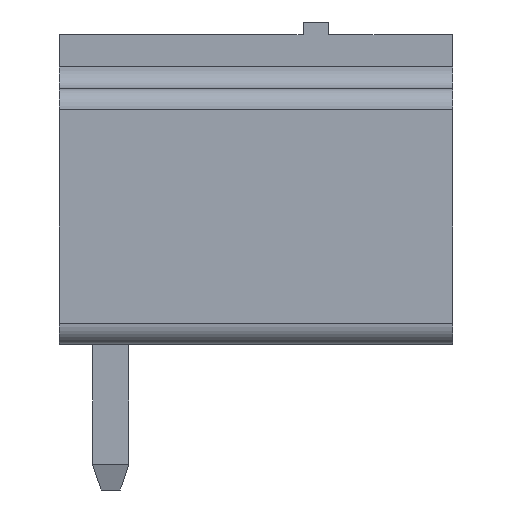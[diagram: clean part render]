
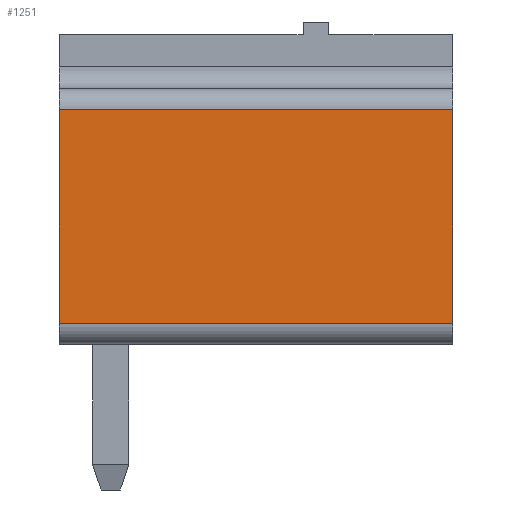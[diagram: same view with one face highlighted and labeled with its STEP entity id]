
A CAD part, left-side view. The second image highlights one B-rep face of the part: STEP entity #1251.
In plain terms, the highlighted planar face has unit normal (-1, 0, 0).
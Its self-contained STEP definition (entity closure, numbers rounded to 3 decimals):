
#32 = PLANE('',#33);
#33 = AXIS2_PLACEMENT_3D('',#34,#35,#36);
#34 = CARTESIAN_POINT('',(-6.9,1.2,0.));
#35 = DIRECTION('',(0.,1.,0.));
#36 = DIRECTION('',(-1.,0.,0.));
#57 = VERTEX_POINT('',#58);
#58 = CARTESIAN_POINT('',(-6.9,1.2,0.5));
#73 = CYLINDRICAL_SURFACE('',#74,0.5);
#74 = AXIS2_PLACEMENT_3D('',#75,#76,#77);
#75 = CARTESIAN_POINT('',(-6.4,1.2,0.5));
#76 = DIRECTION('',(0.,-1.,0.));
#77 = DIRECTION('',(0.,0.,-1.));
#85 = EDGE_CURVE('',#86,#57,#88,.T.);
#86 = VERTEX_POINT('',#87);
#87 = CARTESIAN_POINT('',(-6.9,1.2,5.5));
#88 = SURFACE_CURVE('',#89,(#93,#100),.PCURVE_S1.);
#89 = LINE('',#90,#91);
#90 = CARTESIAN_POINT('',(-6.9,1.2,6.));
#91 = VECTOR('',#92,1.);
#92 = DIRECTION('',(0.,0.,-1.));
#93 = PCURVE('',#32,#94);
#94 = DEFINITIONAL_REPRESENTATION('',(#95),#99);
#95 = LINE('',#96,#97);
#96 = CARTESIAN_POINT('',(0.,6.));
#97 = VECTOR('',#98,1.);
#98 = DIRECTION('',(0.,-1.));
#99 = ( GEOMETRIC_REPRESENTATION_CONTEXT(2)
PARAMETRIC_REPRESENTATION_CONTEXT() REPRESENTATION_CONTEXT('2D SPACE',''
) );
#100 = PCURVE('',#101,#106);
#101 = PLANE('',#102);
#102 = AXIS2_PLACEMENT_3D('',#103,#104,#105);
#103 = CARTESIAN_POINT('',(-6.9,1.2,6.));
#104 = DIRECTION('',(1.,0.,0.));
#105 = DIRECTION('',(0.,0.,-1.));
#106 = DEFINITIONAL_REPRESENTATION('',(#107),#111);
#107 = LINE('',#108,#109);
#108 = CARTESIAN_POINT('',(0.,0.));
#109 = VECTOR('',#110,1.);
#110 = DIRECTION('',(1.,0.));
#111 = ( GEOMETRIC_REPRESENTATION_CONTEXT(2)
PARAMETRIC_REPRESENTATION_CONTEXT() REPRESENTATION_CONTEXT('2D SPACE',''
) );
#134 = CYLINDRICAL_SURFACE('',#135,0.5);
#135 = AXIS2_PLACEMENT_3D('',#136,#137,#138);
#136 = CARTESIAN_POINT('',(-6.4,1.2,5.5));
#137 = DIRECTION('',(0.,-1.,0.));
#138 = DIRECTION('',(0.,0.,1.));
#479 = PLANE('',#480);
#480 = AXIS2_PLACEMENT_3D('',#481,#482,#483);
#481 = CARTESIAN_POINT('',(-6.9,-8.,0.));
#482 = DIRECTION('',(0.,1.,0.));
#483 = DIRECTION('',(-1.,0.,0.));
#1152 = EDGE_CURVE('',#57,#1153,#1155,.T.);
#1153 = VERTEX_POINT('',#1154);
#1154 = CARTESIAN_POINT('',(-6.9,-8.,0.5));
#1155 = SURFACE_CURVE('',#1156,(#1160,#1167),.PCURVE_S1.);
#1156 = LINE('',#1157,#1158);
#1157 = CARTESIAN_POINT('',(-6.9,1.2,0.5));
#1158 = VECTOR('',#1159,1.);
#1159 = DIRECTION('',(0.,-1.,0.));
#1160 = PCURVE('',#73,#1161);
#1161 = DEFINITIONAL_REPRESENTATION('',(#1162),#1166);
#1162 = LINE('',#1163,#1164);
#1163 = CARTESIAN_POINT('',(-1.571,0.));
#1164 = VECTOR('',#1165,1.);
#1165 = DIRECTION('',(0.,1.));
#1166 = ( GEOMETRIC_REPRESENTATION_CONTEXT(2)
PARAMETRIC_REPRESENTATION_CONTEXT() REPRESENTATION_CONTEXT('2D SPACE',''
) );
#1167 = PCURVE('',#101,#1168);
#1168 = DEFINITIONAL_REPRESENTATION('',(#1169),#1173);
#1169 = LINE('',#1170,#1171);
#1170 = CARTESIAN_POINT('',(5.5,0.));
#1171 = VECTOR('',#1172,1.);
#1172 = DIRECTION('',(0.,-1.));
#1173 = ( GEOMETRIC_REPRESENTATION_CONTEXT(2)
PARAMETRIC_REPRESENTATION_CONTEXT() REPRESENTATION_CONTEXT('2D SPACE',''
) );
#1251 = ADVANCED_FACE('',(#1252),#101,.F.);
#1252 = FACE_BOUND('',#1253,.F.);
#1253 = EDGE_LOOP('',(#1254,#1255,#1278,#1299));
#1254 = ORIENTED_EDGE('',*,*,#85,.F.);
#1255 = ORIENTED_EDGE('',*,*,#1256,.T.);
#1256 = EDGE_CURVE('',#86,#1257,#1259,.T.);
#1257 = VERTEX_POINT('',#1258);
#1258 = CARTESIAN_POINT('',(-6.9,-8.,5.5));
#1259 = SURFACE_CURVE('',#1260,(#1264,#1271),.PCURVE_S1.);
#1260 = LINE('',#1261,#1262);
#1261 = CARTESIAN_POINT('',(-6.9,1.2,5.5));
#1262 = VECTOR('',#1263,1.);
#1263 = DIRECTION('',(0.,-1.,0.));
#1264 = PCURVE('',#101,#1265);
#1265 = DEFINITIONAL_REPRESENTATION('',(#1266),#1270);
#1266 = LINE('',#1267,#1268);
#1267 = CARTESIAN_POINT('',(0.5,0.));
#1268 = VECTOR('',#1269,1.);
#1269 = DIRECTION('',(0.,-1.));
#1270 = ( GEOMETRIC_REPRESENTATION_CONTEXT(2)
PARAMETRIC_REPRESENTATION_CONTEXT() REPRESENTATION_CONTEXT('2D SPACE',''
) );
#1271 = PCURVE('',#134,#1272);
#1272 = DEFINITIONAL_REPRESENTATION('',(#1273),#1277);
#1273 = LINE('',#1274,#1275);
#1274 = CARTESIAN_POINT('',(1.571,0.));
#1275 = VECTOR('',#1276,1.);
#1276 = DIRECTION('',(0.,1.));
#1277 = ( GEOMETRIC_REPRESENTATION_CONTEXT(2)
PARAMETRIC_REPRESENTATION_CONTEXT() REPRESENTATION_CONTEXT('2D SPACE',''
) );
#1278 = ORIENTED_EDGE('',*,*,#1279,.T.);
#1279 = EDGE_CURVE('',#1257,#1153,#1280,.T.);
#1280 = SURFACE_CURVE('',#1281,(#1285,#1292),.PCURVE_S1.);
#1281 = LINE('',#1282,#1283);
#1282 = CARTESIAN_POINT('',(-6.9,-8.,6.));
#1283 = VECTOR('',#1284,1.);
#1284 = DIRECTION('',(0.,0.,-1.));
#1285 = PCURVE('',#101,#1286);
#1286 = DEFINITIONAL_REPRESENTATION('',(#1287),#1291);
#1287 = LINE('',#1288,#1289);
#1288 = CARTESIAN_POINT('',(0.,-9.2));
#1289 = VECTOR('',#1290,1.);
#1290 = DIRECTION('',(1.,0.));
#1291 = ( GEOMETRIC_REPRESENTATION_CONTEXT(2)
PARAMETRIC_REPRESENTATION_CONTEXT() REPRESENTATION_CONTEXT('2D SPACE',''
) );
#1292 = PCURVE('',#479,#1293);
#1293 = DEFINITIONAL_REPRESENTATION('',(#1294),#1298);
#1294 = LINE('',#1295,#1296);
#1295 = CARTESIAN_POINT('',(0.,6.));
#1296 = VECTOR('',#1297,1.);
#1297 = DIRECTION('',(0.,-1.));
#1298 = ( GEOMETRIC_REPRESENTATION_CONTEXT(2)
PARAMETRIC_REPRESENTATION_CONTEXT() REPRESENTATION_CONTEXT('2D SPACE',''
) );
#1299 = ORIENTED_EDGE('',*,*,#1152,.F.);
